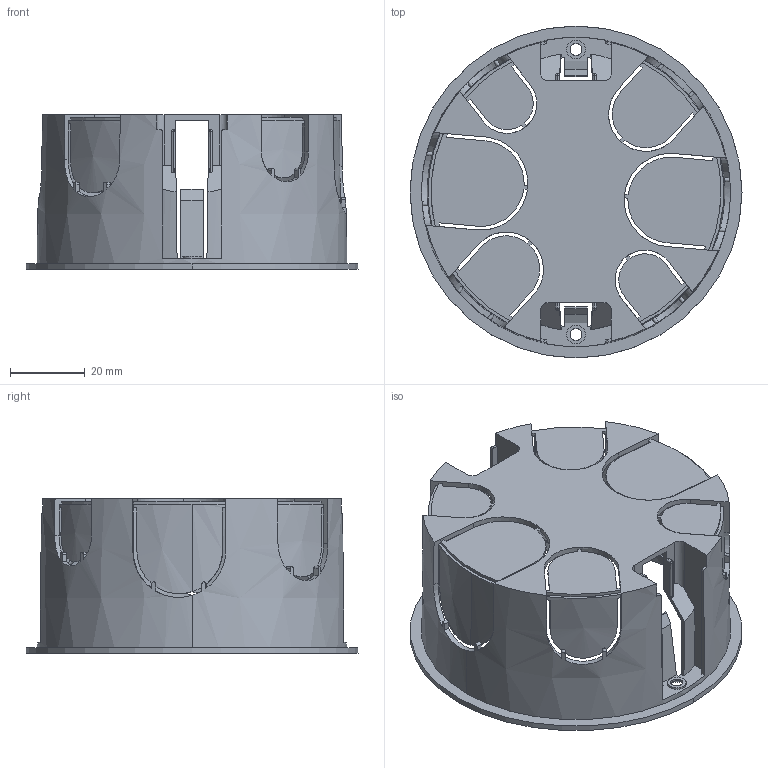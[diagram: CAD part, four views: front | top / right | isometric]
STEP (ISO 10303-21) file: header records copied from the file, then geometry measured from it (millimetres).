
FILE_DESCRIPTION(('STEP AP203'),'1');
FILE_NAME('UKG01-080-040-000-P.step','2021-11-26T11:46:39',(' '),(' '),'Spatial InterOp 3D',' ',' ');
FILE_SCHEMA(('CONFIG_CONTROL_DESIGN'));
Length unit declared in the file: millimetre
Products named in the file (1): 1
Bounding box: 89 x 89 x 41.5 mm (x, y, z)
Volume: 20097.8 mm3; surface area: 34770.9 mm2
Topology: 1 solids, 1 shells, 383 faces, 1240 edges, 789 vertices
Faces by surface type: plane 190, cylinder 145, cone 26, bspline 22
Entity records: 15906 total; most frequent: CARTESIAN_POINT 5484, ORIENTED_EDGE 2464, DIRECTION 1898, EDGE_CURVE 1232, VERTEX_POINT 789, AXIS2_PLACEMENT_3D 641, LINE 616, VECTOR 616
